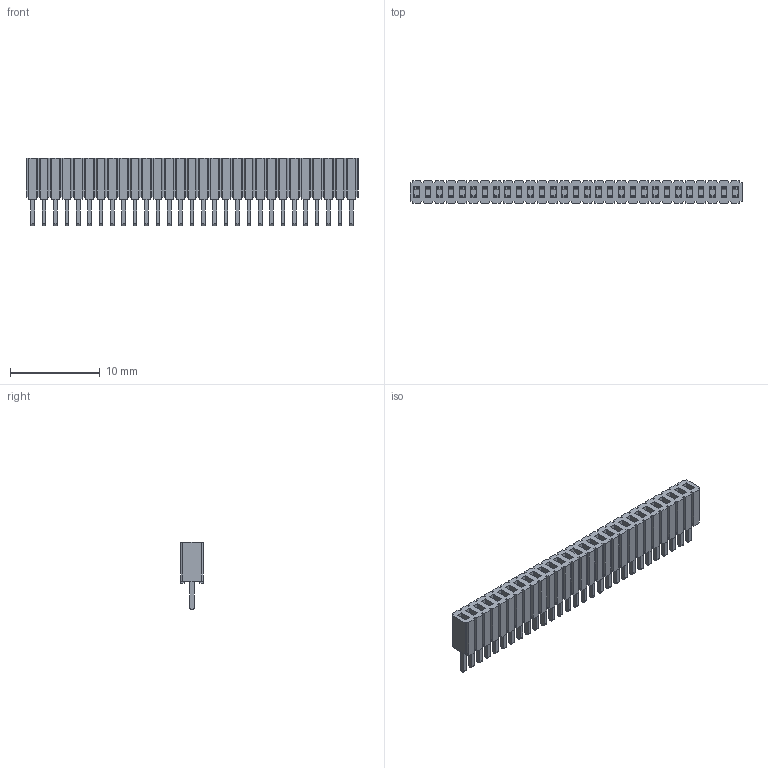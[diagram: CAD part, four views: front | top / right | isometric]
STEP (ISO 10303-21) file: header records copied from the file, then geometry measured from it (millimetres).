
FILE_DESCRIPTION(('FreeCAD Model'),'2;1');
FILE_NAME('Open CASCADE Shape Model','2025-01-08T13:23:20',(''),(''), 'Open CASCADE STEP processor 7.8','FreeCAD','Unknown');
FILE_SCHEMA(('AUTOMOTIVE_DESIGN { 1 0 10303 214 1 1 1 1 }'));
Length unit declared in the file: millimetre
Products named in the file (2): SLM-129-01-S_socket; C-29-01-29-S
Bounding box: 37.06 x 2.54 x 7.49 mm (x, y, z)
Volume: 353.7 mm3; surface area: 1608.7 mm2
Topology: 2 solids, 2 shells, 1060 faces, 2878 edges, 1880 vertices
Faces by surface type: plane 1031, cylinder 29
Entity records: 32612 total; most frequent: CARTESIAN_POINT 5819, ORIENTED_EDGE 5756, DIRECTION 5058, EDGE_CURVE 2878, LINE 2820, VECTOR 2820, VERTEX_POINT 1880, AXIS2_PLACEMENT_3D 1119
